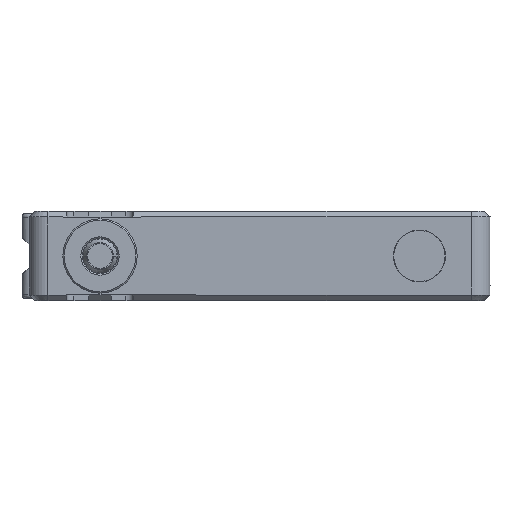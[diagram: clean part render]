
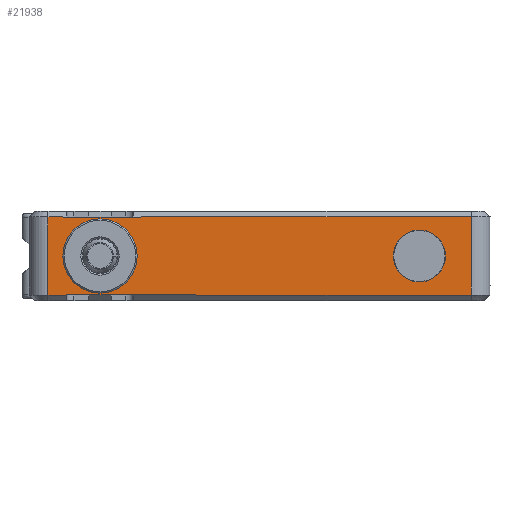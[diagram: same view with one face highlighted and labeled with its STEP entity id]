
A CAD part, left-side view. The second image highlights one B-rep face of the part: STEP entity #21938.
In plain terms, the highlighted planar face has unit normal (-1, 0, 0).
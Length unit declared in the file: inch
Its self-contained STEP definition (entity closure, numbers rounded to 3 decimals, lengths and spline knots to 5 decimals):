
#5521=DIRECTION('',(0.,-1.,0.));
#5522=VECTOR('',#5521,0.09843);
#5523=CARTESIAN_POINT('',(-1.9685,1.12205,
0.20669));
#5524=LINE('',#5523,#5522);
#5525=DIRECTION('',(0.,1.,0.));
#5526=VECTOR('',#5525,0.35433);
#5527=CARTESIAN_POINT('',(-1.9685,0.66929,
0.20669));
#5528=LINE('',#5527,#5526);
#5529=DIRECTION('',(0.,-1.,0.));
#5530=VECTOR('',#5529,1.79134);
#5531=CARTESIAN_POINT('',(-1.9685,0.66929,
0.20669));
#5532=LINE('',#5531,#5530);
#5533=DIRECTION('',(0.,0.,-1.));
#5534=VECTOR('',#5533,0.41339);
#5535=CARTESIAN_POINT('',(-1.9685,-1.12205,
0.20669));
#5536=LINE('',#5535,#5534);
#5537=DIRECTION('',(0.,1.,0.));
#5538=VECTOR('',#5537,1.79134);
#5539=CARTESIAN_POINT('',(-1.9685,-1.12205,
-0.20669));
#5540=LINE('',#5539,#5538);
#5541=DIRECTION('',(0.,1.,0.));
#5542=VECTOR('',#5541,0.35433);
#5543=CARTESIAN_POINT('',(-1.9685,0.66929,
-0.20669));
#5544=LINE('',#5543,#5542);
#5545=DIRECTION('',(0.,1.,0.));
#5546=VECTOR('',#5545,0.09843);
#5547=CARTESIAN_POINT('',(-1.9685,1.02362,
-0.20669));
#5548=LINE('',#5547,#5546);
#5549=DIRECTION('',(0.,0.,-1.));
#5550=VECTOR('',#5549,0.41339);
#5551=CARTESIAN_POINT('',(-1.9685,1.12205,
0.20669));
#5552=LINE('',#5551,#5550);
#5553=CARTESIAN_POINT('',(-1.9685,-0.84646,0.));
#5554=DIRECTION('',(1.,0.,0.));
#5555=DIRECTION('',(0.,1.,0.));
#5556=AXIS2_PLACEMENT_3D('',#5553,#5554,#5555);
#5558=CARTESIAN_POINT('',(-1.9685,-0.84646,0.));
#5559=DIRECTION('',(1.,0.,0.));
#5560=DIRECTION('',(0.,-1.,0.));
#5561=AXIS2_PLACEMENT_3D('',#5558,#5559,#5560);
#5563=CARTESIAN_POINT('',(-1.9685,0.84646,0.));
#5564=DIRECTION('',(-1.,0.,0.));
#5565=DIRECTION('',(0.,1.,0.));
#5566=AXIS2_PLACEMENT_3D('',#5563,#5564,#5565);
#5568=CARTESIAN_POINT('',(-1.9685,0.84646,0.));
#5569=DIRECTION('',(-1.,0.,0.));
#5570=DIRECTION('',(0.,-1.,0.));
#5571=AXIS2_PLACEMENT_3D('',#5568,#5569,#5570);
#13075=CARTESIAN_POINT('',(-1.9685,-0.70866,0.));
#13076=CARTESIAN_POINT('',(-1.9685,-0.98425,0.));
#13077=VERTEX_POINT('',#13075);
#13078=VERTEX_POINT('',#13076);
#13176=CARTESIAN_POINT('',(-1.9685,1.02362,
0.20669));
#13178=VERTEX_POINT('',#13176);
#13179=CARTESIAN_POINT('',(-1.9685,1.12205,
0.20669));
#13180=VERTEX_POINT('',#13179);
#13201=CARTESIAN_POINT('',(-1.9685,-1.12205,
0.20669));
#13202=VERTEX_POINT('',#13201);
#13203=CARTESIAN_POINT('',(-1.9685,0.66929,
0.20669));
#13205=VERTEX_POINT('',#13203);
#13208=CARTESIAN_POINT('',(-1.9685,0.66929,
-0.20669));
#13210=VERTEX_POINT('',#13208);
#13211=CARTESIAN_POINT('',(-1.9685,-1.12205,
-0.20669));
#13212=VERTEX_POINT('',#13211);
#13233=CARTESIAN_POINT('',(-1.9685,1.12205,
-0.20669));
#13234=VERTEX_POINT('',#13233);
#13235=CARTESIAN_POINT('',(-1.9685,1.02362,
-0.20669));
#13237=VERTEX_POINT('',#13235);
#15827=CARTESIAN_POINT('',(-1.9685,1.03543,
0.));
#15828=CARTESIAN_POINT('',(-1.9685,0.65748,
0.));
#15829=VERTEX_POINT('',#15827);
#15830=VERTEX_POINT('',#15828);
#21907=CARTESIAN_POINT('',(-1.9685,1.22047,
-0.23622));
#21908=DIRECTION('',(-1.,0.,0.));
#21909=DIRECTION('',(0.,-1.,0.));
#21910=AXIS2_PLACEMENT_3D('',#21907,#21908,#21909);
#21911=PLANE('',#21910);
#21912=ORIENTED_EDGE('',*,*,#21844,.T.);
#21913=ORIENTED_EDGE('',*,*,#21884,.F.);
#21915=ORIENTED_EDGE('',*,*,#21914,.T.);
#21917=ORIENTED_EDGE('',*,*,#21916,.T.);
#21918=ORIENTED_EDGE('',*,*,#21674,.T.);
#21920=ORIENTED_EDGE('',*,*,#21919,.T.);
#21921=ORIENTED_EDGE('',*,*,#21760,.T.);
#21923=ORIENTED_EDGE('',*,*,#21922,.F.);
#21924=EDGE_LOOP('',(#21912,#21913,#21915,#21917,#21918,#21920,#21921,#21923));
#21925=FACE_OUTER_BOUND('',#21924,.F.);
#21927=ORIENTED_EDGE('',*,*,#21926,.F.);
#21929=ORIENTED_EDGE('',*,*,#21928,.F.);
#21930=EDGE_LOOP('',(#21927,#21929));
#21931=FACE_BOUND('',#21930,.F.);
#21933=ORIENTED_EDGE('',*,*,#21932,.T.);
#21935=ORIENTED_EDGE('',*,*,#21934,.T.);
#21936=EDGE_LOOP('',(#21933,#21935));
#21937=FACE_BOUND('',#21936,.F.);
#21938=ADVANCED_FACE('',(#21925,#21931,#21937),#21911,.T.);
#5557=CIRCLE('',#5556,0.1378);
#5562=CIRCLE('',#5561,0.1378);
#5567=CIRCLE('',#5566,0.18898);
#5572=CIRCLE('',#5571,0.18898);
#21674=EDGE_CURVE('',#13212,#13210,#5540,.T.);
#21760=EDGE_CURVE('',#13237,#13234,#5548,.T.);
#21844=EDGE_CURVE('',#13180,#13178,#5524,.T.);
#21884=EDGE_CURVE('',#13205,#13178,#5528,.T.);
#21914=EDGE_CURVE('',#13205,#13202,#5532,.T.);
#21916=EDGE_CURVE('',#13202,#13212,#5536,.T.);
#21919=EDGE_CURVE('',#13210,#13237,#5544,.T.);
#21922=EDGE_CURVE('',#13180,#13234,#5552,.T.);
#21926=EDGE_CURVE('',#13077,#13078,#5557,.T.);
#21928=EDGE_CURVE('',#13078,#13077,#5562,.T.);
#21932=EDGE_CURVE('',#15829,#15830,#5567,.T.);
#21934=EDGE_CURVE('',#15830,#15829,#5572,.T.);
